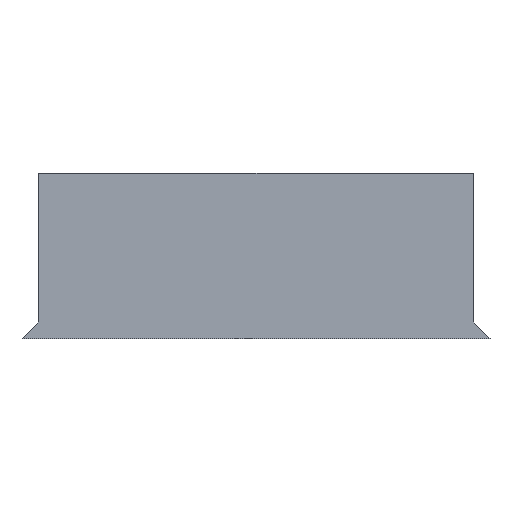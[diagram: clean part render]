
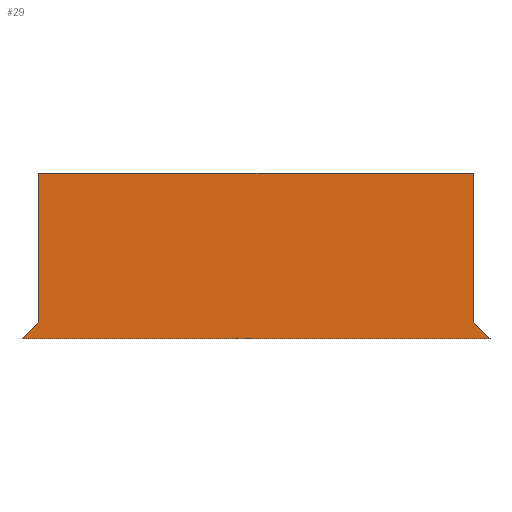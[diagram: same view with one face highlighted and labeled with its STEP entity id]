
A CAD part, left-side view. The second image highlights one B-rep face of the part: STEP entity #29.
In plain terms, the highlighted planar face has unit normal (-1, 0, 0).
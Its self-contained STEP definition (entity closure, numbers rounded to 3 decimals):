
#9 = CARTESIAN_POINT ( 'NONE',  ( 7.902, -42.75, 20.4 ) ) ;
#12 = CARTESIAN_POINT ( 'NONE',  ( 7.902, -82.5, -19.35 ) ) ;
#24 = VERTEX_POINT ( 'NONE', #12 ) ;
#29 = ADVANCED_FACE ( 'NONE', ( #491 ), #66, .F. ) ;
#61 = DIRECTION ( 'NONE',  ( 0., -1., 0. ) ) ;
#66 = PLANE ( 'NONE',  #548 ) ;
#92 = CARTESIAN_POINT ( 'NONE',  ( 7.902, -5.5, -19.35 ) ) ;
#94 = VERTEX_POINT ( 'NONE', #634 ) ;
#100 = CARTESIAN_POINT ( 'NONE',  ( 7.902, -1.25, -23.6 ) ) ;
#115 = LINE ( 'NONE', #478, #273 ) ;
#124 = EDGE_CURVE ( 'NONE', #451, #374, #349, .T. ) ;
#129 = VECTOR ( 'NONE', #625, 1000. ) ;
#155 = VECTOR ( 'NONE', #363, 1000. ) ;
#164 = ORIENTED_EDGE ( 'NONE', *, *, #511, .F. ) ;
#165 = DIRECTION ( 'NONE',  ( 0., 0.707, 0.707 ) ) ;
#188 = CARTESIAN_POINT ( 'NONE',  ( 7.902, -82.5, 7.05 ) ) ;
#206 = VERTEX_POINT ( 'NONE', #188 ) ;
#219 = CARTESIAN_POINT ( 'NONE',  ( 7.902, 0., -22.35 ) ) ;
#237 = LINE ( 'NONE', #343, #155 ) ;
#261 = VECTOR ( 'NONE', #580, 1000. ) ;
#265 = LINE ( 'NONE', #415, #129 ) ;
#273 = VECTOR ( 'NONE', #61, 1000. ) ;
#275 = CARTESIAN_POINT ( 'NONE',  ( 7.902, -85.5, -22.35 ) ) ;
#277 = DIRECTION ( 'NONE',  ( 0., 1., 0. ) ) ;
#343 = CARTESIAN_POINT ( 'NONE',  ( 7.902, 0., -22.35 ) ) ;
#349 = LINE ( 'NONE', #443, #674 ) ;
#363 = DIRECTION ( 'NONE',  ( 0., 1., 0. ) ) ;
#374 = VERTEX_POINT ( 'NONE', #92 ) ;
#391 = ORIENTED_EDGE ( 'NONE', *, *, #124, .T. ) ;
#402 = VECTOR ( 'NONE', #165, 1000. ) ;
#403 = CARTESIAN_POINT ( 'NONE',  ( 7.902, -5.5, 7.05 ) ) ;
#415 = CARTESIAN_POINT ( 'NONE',  ( 7.902, -82.5, -22.35 ) ) ;
#419 = LINE ( 'NONE', #100, #261 ) ;
#443 = CARTESIAN_POINT ( 'NONE',  ( 7.902, -5.5, -22.35 ) ) ;
#451 = VERTEX_POINT ( 'NONE', #403 ) ;
#478 = CARTESIAN_POINT ( 'NONE',  ( 7.902, -5.5, 7.05 ) ) ;
#480 = LINE ( 'NONE', #9, #402 ) ;
#491 = FACE_OUTER_BOUND ( 'NONE', #662, .T. ) ;
#500 = EDGE_CURVE ( 'NONE', #645, #94, #237, .T. ) ;
#511 = EDGE_CURVE ( 'NONE', #451, #206, #115, .T. ) ;
#522 = EDGE_CURVE ( 'NONE', #645, #24, #480, .T. ) ;
#541 = EDGE_CURVE ( 'NONE', #374, #94, #419, .T. ) ;
#548 = AXIS2_PLACEMENT_3D ( 'NONE', #219, #586, #277 ) ;
#549 = DIRECTION ( 'NONE',  ( 0., 0., -1. ) ) ;
#579 = ORIENTED_EDGE ( 'NONE', *, *, #522, .T. ) ;
#580 = DIRECTION ( 'NONE',  ( 0., 0.707, -0.707 ) ) ;
#586 = DIRECTION ( 'NONE',  ( 1., 0., 0. ) ) ;
#587 = EDGE_CURVE ( 'NONE', #24, #206, #265, .T. ) ;
#609 = ORIENTED_EDGE ( 'NONE', *, *, #500, .F. ) ;
#615 = ORIENTED_EDGE ( 'NONE', *, *, #541, .T. ) ;
#624 = ORIENTED_EDGE ( 'NONE', *, *, #587, .T. ) ;
#625 = DIRECTION ( 'NONE',  ( 0., 0., 1. ) ) ;
#634 = CARTESIAN_POINT ( 'NONE',  ( 7.902, -2.5, -22.35 ) ) ;
#645 = VERTEX_POINT ( 'NONE', #275 ) ;
#662 = EDGE_LOOP ( 'NONE', ( #624, #164, #391, #615, #609, #579 ) ) ;
#674 = VECTOR ( 'NONE', #549, 1000. ) ;
